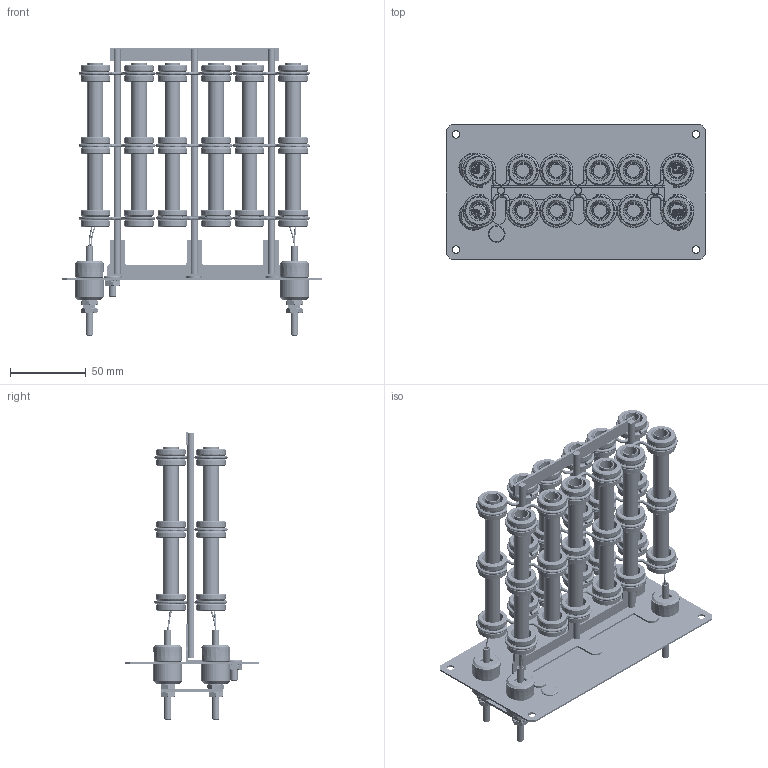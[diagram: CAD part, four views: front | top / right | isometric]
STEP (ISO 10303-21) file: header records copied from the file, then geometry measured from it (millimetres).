
FILE_DESCRIPTION (( 'STEP AP203' ), '1' );
FILE_NAME ('DH6-2 AUG2017 203.STEP', '2017-08-31T19:12:52', ( '' ), ( '' ), 'SwSTEP 2.0', 'SolidWorks 2017', '' );
FILE_SCHEMA (( 'CONFIG_CONTROL_DESIGN' ));
Products named in the file (1): DH6-2 AUG2017 203
Bounding box: 171.45 x 88.9 x 190.55 mm (x, y, z)
Volume: 158140.7 mm3; surface area: 212724.1 mm2
Topology: 109 solids, 109 shells, 2919 faces, 7193 edges, 4522 vertices
Faces by surface type: cylinder 1071, cone 670, plane 598, bspline 580
Entity records: 96236 total; most frequent: CARTESIAN_POINT 26731, DIRECTION 15519, ORIENTED_EDGE 14386, EDGE_CURVE 7193, AXIS2_PLACEMENT_3D 6522, VERTEX_POINT 4522, CIRCLE 4182, EDGE_LOOP 3123
